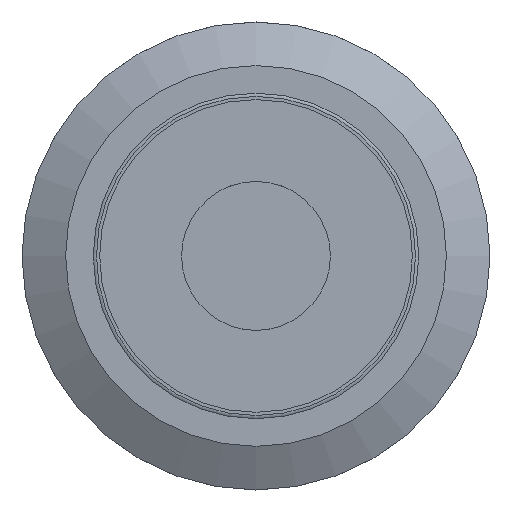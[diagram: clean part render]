
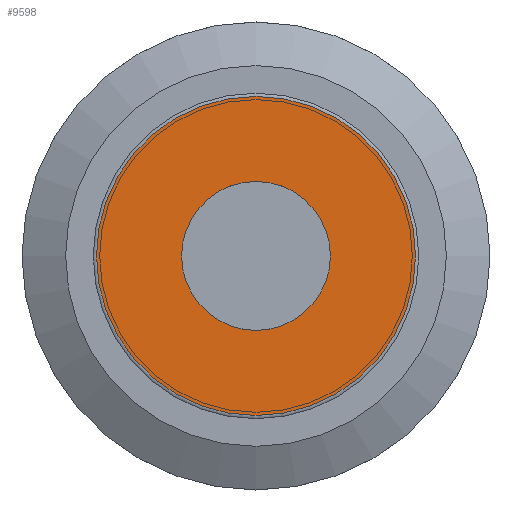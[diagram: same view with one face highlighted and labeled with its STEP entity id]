
A CAD part, top view. The second image highlights one B-rep face of the part: STEP entity #9598.
In plain terms, the highlighted planar face has unit normal (0, 0, 1).
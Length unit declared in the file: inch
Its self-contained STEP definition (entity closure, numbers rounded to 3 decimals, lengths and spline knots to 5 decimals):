
#348=FACE_BOUND('',#1830,.T.);
#649=PLANE('',#10549);
#1289=FACE_OUTER_BOUND('',#1829,.T.);
#1829=EDGE_LOOP('',(#8952));
#1830=EDGE_LOOP('',(#8953));
#2299=CIRCLE('',#10550,0.29528);
#2300=CIRCLE('',#10551,0.1378);
#4813=VERTEX_POINT('',#17301);
#4814=VERTEX_POINT('',#17303);
#6196=EDGE_CURVE('',#4813,#4813,#2299,.T.);
#6197=EDGE_CURVE('',#4814,#4814,#2300,.T.);
#8952=ORIENTED_EDGE('',*,*,#6196,.F.);
#8953=ORIENTED_EDGE('',*,*,#6197,.T.);
#9598=ADVANCED_FACE('',(#1289,#348),#649,.F.);
#10549=AXIS2_PLACEMENT_3D('',#17300,#13246,#13247);
#10550=AXIS2_PLACEMENT_3D('',#17302,#13248,#13249);
#10551=AXIS2_PLACEMENT_3D('',#17304,#13250,#13251);
#13246=DIRECTION('center_axis',(0.,0.,
-1.));
#13247=DIRECTION('ref_axis',(1.,0.,0.));
#13248=DIRECTION('center_axis',(0.,0.,
-1.));
#13249=DIRECTION('ref_axis',(1.,0.,0.));
#13250=DIRECTION('center_axis',(0.,0.,
-1.));
#13251=DIRECTION('ref_axis',(1.,0.,0.));
#17300=CARTESIAN_POINT('Origin',(0.,0.,
0.81496));
#17301=CARTESIAN_POINT('',(-0.29528,0.,0.81496));
#17302=CARTESIAN_POINT('Origin',(0.,0.,
0.81496));
#17303=CARTESIAN_POINT('',(-0.1378,0.,0.81496));
#17304=CARTESIAN_POINT('Origin',(0.,0.,
0.81496));
